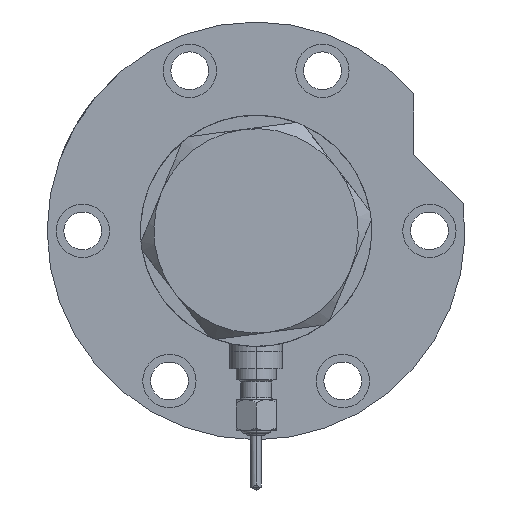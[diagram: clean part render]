
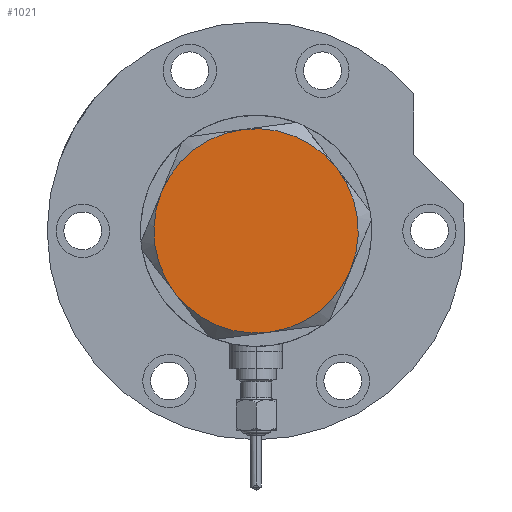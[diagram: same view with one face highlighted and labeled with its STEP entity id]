
A CAD part, left-side view. The second image highlights one B-rep face of the part: STEP entity #1021.
In plain terms, the highlighted face is planar.
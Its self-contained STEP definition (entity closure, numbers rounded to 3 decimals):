
#414 = FACE_OUTER_BOUND ( 'NONE', #5694, .T. ) ;
#659 = DIRECTION ( 'NONE',  ( 1., 0., 0. ) ) ;
#713 = EDGE_CURVE ( 'NONE', #786, #2426, #3004, .T. ) ;
#786 = VERTEX_POINT ( 'NONE', #4854 ) ;
#948 = AXIS2_PLACEMENT_3D ( 'NONE', #4552, #5813, #1337 ) ;
#1021 = ADVANCED_FACE ( 'NONE', ( #414 ), #4936, .T. ) ;
#1337 = DIRECTION ( 'NONE',  ( 1., 0., 0. ) ) ;
#1445 = ORIENTED_EDGE ( 'NONE', *, *, #8203, .T. ) ;
#1545 = VERTEX_POINT ( 'NONE', #6566 ) ;
#1688 = DIRECTION ( 'NONE',  ( 1., 0., 0. ) ) ;
#1722 = AXIS2_PLACEMENT_3D ( 'NONE', #5527, #3013, #5484 ) ;
#1846 = DIRECTION ( 'NONE',  ( 1., 0., 0. ) ) ;
#2245 = CARTESIAN_POINT ( 'NONE',  ( 0., 0., 9. ) ) ;
#2388 = DIRECTION ( 'NONE',  ( 1., 0., 0. ) ) ;
#2426 = VERTEX_POINT ( 'NONE', #4589 ) ;
#2615 = CARTESIAN_POINT ( 'NONE',  ( 0., 0., 9. ) ) ;
#3004 = CIRCLE ( 'NONE', #948, 23. ) ;
#3013 = DIRECTION ( 'NONE',  ( 0., 0., 1. ) ) ;
#3089 = AXIS2_PLACEMENT_3D ( 'NONE', #2245, #4879, #1688 ) ;
#3229 = CIRCLE ( 'NONE', #3089, 23. ) ;
#3352 = EDGE_CURVE ( 'NONE', #6724, #5912, #8145, .T. ) ;
#3411 = CARTESIAN_POINT ( 'NONE',  ( 11.5, -19.919, 9. ) ) ;
#3491 = CIRCLE ( 'NONE', #8463, 23. ) ;
#3654 = CARTESIAN_POINT ( 'NONE',  ( 0., 0., 9. ) ) ;
#3707 = ORIENTED_EDGE ( 'NONE', *, *, #7064, .T. ) ;
#3896 = CIRCLE ( 'NONE', #7210, 23. ) ;
#4552 = CARTESIAN_POINT ( 'NONE',  ( 0., 0., 9. ) ) ;
#4589 = CARTESIAN_POINT ( 'NONE',  ( -23., 0., 9. ) ) ;
#4722 = VERTEX_POINT ( 'NONE', #8033 ) ;
#4854 = CARTESIAN_POINT ( 'NONE',  ( -11.5, 19.919, 9. ) ) ;
#4879 = DIRECTION ( 'NONE',  ( 0., 0., 1. ) ) ;
#4936 = PLANE ( 'NONE',  #6048 ) ;
#5165 = ORIENTED_EDGE ( 'NONE', *, *, #6311, .T. ) ;
#5439 = CIRCLE ( 'NONE', #1722, 23. ) ;
#5484 = DIRECTION ( 'NONE',  ( 1., 0., 0. ) ) ;
#5527 = CARTESIAN_POINT ( 'NONE',  ( 0., 0., 9. ) ) ;
#5694 = EDGE_LOOP ( 'NONE', ( #1445, #5165, #3707, #5713, #6718, #8435 ) ) ;
#5713 = ORIENTED_EDGE ( 'NONE', *, *, #713, .T. ) ;
#5813 = DIRECTION ( 'NONE',  ( 0., 0., 1. ) ) ;
#5912 = VERTEX_POINT ( 'NONE', #3411 ) ;
#6048 = AXIS2_PLACEMENT_3D ( 'NONE', #7015, #7571, #2388 ) ;
#6289 = DIRECTION ( 'NONE',  ( 1., 0., 0. ) ) ;
#6311 = EDGE_CURVE ( 'NONE', #4722, #1545, #3896, .T. ) ;
#6374 = AXIS2_PLACEMENT_3D ( 'NONE', #7262, #7984, #659 ) ;
#6566 = CARTESIAN_POINT ( 'NONE',  ( 11.5, 19.919, 9. ) ) ;
#6718 = ORIENTED_EDGE ( 'NONE', *, *, #8235, .T. ) ;
#6724 = VERTEX_POINT ( 'NONE', #8393 ) ;
#6988 = DIRECTION ( 'NONE',  ( 0., 0., 1. ) ) ;
#7015 = CARTESIAN_POINT ( 'NONE',  ( 0., 0., 9. ) ) ;
#7064 = EDGE_CURVE ( 'NONE', #1545, #786, #3491, .T. ) ;
#7210 = AXIS2_PLACEMENT_3D ( 'NONE', #3654, #6988, #6289 ) ;
#7262 = CARTESIAN_POINT ( 'NONE',  ( 0., 0., 9. ) ) ;
#7571 = DIRECTION ( 'NONE',  ( 0., 0., 1. ) ) ;
#7801 = DIRECTION ( 'NONE',  ( 0., 0., 1. ) ) ;
#7984 = DIRECTION ( 'NONE',  ( 0., 0., 1. ) ) ;
#8033 = CARTESIAN_POINT ( 'NONE',  ( 23., 0., 9. ) ) ;
#8145 = CIRCLE ( 'NONE', #6374, 23. ) ;
#8203 = EDGE_CURVE ( 'NONE', #5912, #4722, #5439, .T. ) ;
#8235 = EDGE_CURVE ( 'NONE', #2426, #6724, #3229, .T. ) ;
#8393 = CARTESIAN_POINT ( 'NONE',  ( -11.5, -19.919, 9. ) ) ;
#8435 = ORIENTED_EDGE ( 'NONE', *, *, #3352, .T. ) ;
#8463 = AXIS2_PLACEMENT_3D ( 'NONE', #2615, #7801, #1846 ) ;
